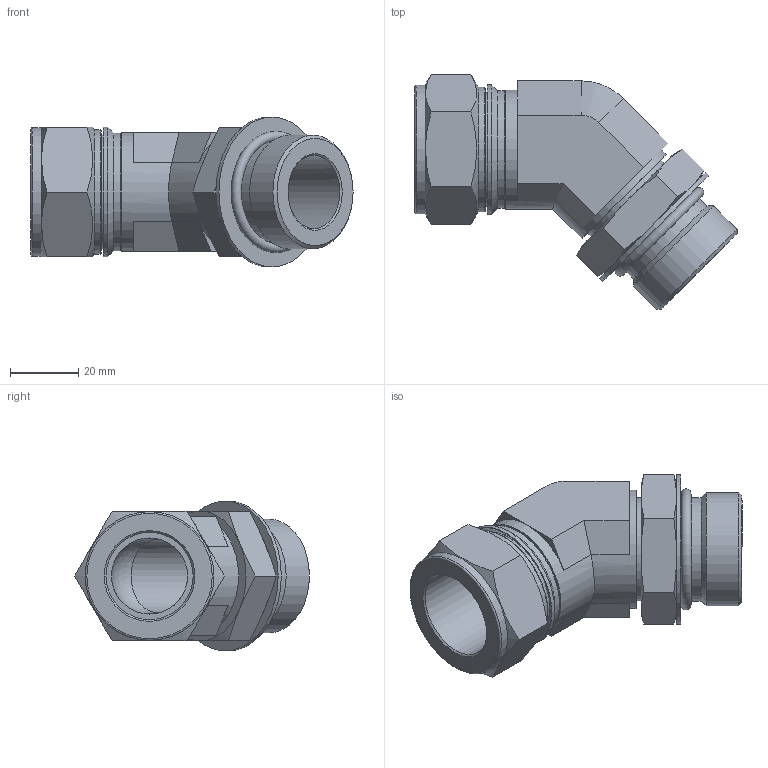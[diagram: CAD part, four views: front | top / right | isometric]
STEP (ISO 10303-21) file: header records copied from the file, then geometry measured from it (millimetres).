
FILE_DESCRIPTION(/* description */ (''),/* implementation_level */ '2;1');
FILE_NAME(/* name */ 'SPHMEI-16-16U.stp',/* time_stamp */ '2022-05-24T16:53:45+09:00',/* author */ ('user'),/* organization */ (''),/* preprocessor_version */ 'ST-DEVELOPER v18.1',/* originating_system */ 'Autodesk Inventor 2022',/* authorisation */ '');
FILE_SCHEMA (('AUTOMOTIVE_DESIGN { 1 0 10303 214 3 1 1 }'));
Length unit declared in the file: millimetre
Products named in the file (1): SPHME-16-16U
Bounding box: 94.56 x 68.91 x 44 mm (x, y, z)
Volume: 62620.8 mm3; surface area: 24187.6 mm2
Topology: 1 solids, 1 shells, 88 faces, 189 edges, 112 vertices
Faces by surface type: plane 43, cone 25, cylinder 16, torus 3, sphere 1
Full cylindrical faces by diameter (mm): 21.5 x1, 22.35 x1, 25.6 x1, 30.3 x1, 30.4 x1, 31.45 x1, 31.85 x1, 33.3 x1, 33.34 x1, 34.5 x1, 34.9 x2, 36.5 x1, 37.8 x1, 38 x1, 44 x1
Entity records: 2376 total; most frequent: CARTESIAN_POINT 484, DIRECTION 401, ORIENTED_EDGE 378, EDGE_CURVE 189, AXIS2_PLACEMENT_3D 161, VERTEX_POINT 112, EDGE_LOOP 99, FACE_OUTER_BOUND 88
